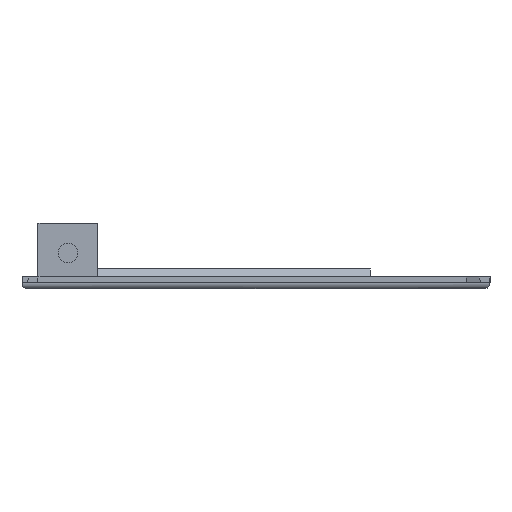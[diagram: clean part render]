
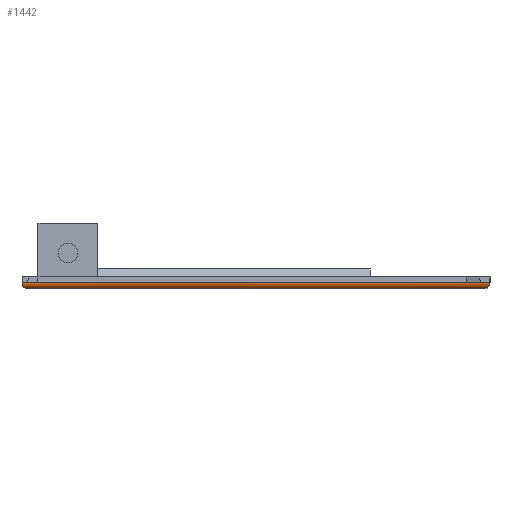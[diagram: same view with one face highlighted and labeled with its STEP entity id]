
A CAD part, left-side view. The second image highlights one B-rep face of the part: STEP entity #1442.
In plain terms, the highlighted cylindrical face has radius 1.49 mm (diameter 2.98 mm), a partial arc.
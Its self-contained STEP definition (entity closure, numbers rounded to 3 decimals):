
#57 = VERTEX_POINT('',#58);
#58 = CARTESIAN_POINT('',(0.,0.,1.49));
#72 = CYLINDRICAL_SURFACE('',#73,1.49);
#73 = AXIS2_PLACEMENT_3D('',#74,#75,#76);
#74 = CARTESIAN_POINT('',(0.,1.49,1.49));
#75 = DIRECTION('',(1.,0.,0.));
#76 = DIRECTION('',(0.,-1.,0.));
#100 = PLANE('',#101);
#101 = AXIS2_PLACEMENT_3D('',#102,#103,#104);
#102 = CARTESIAN_POINT('',(0.,117.2,0.));
#103 = DIRECTION('',(1.,0.,0.));
#104 = DIRECTION('',(0.,-1.,0.));
#418 = EDGE_CURVE('',#57,#419,#421,.T.);
#419 = VERTEX_POINT('',#420);
#420 = CARTESIAN_POINT('',(1.49,1.49,0.));
#421 = SURFACE_CURVE('',#422,(#427,#440),.PCURVE_S1.);
#422 = ELLIPSE('',#423,2.107,1.49);
#423 = AXIS2_PLACEMENT_3D('',#424,#425,#426);
#424 = CARTESIAN_POINT('',(1.49,1.49,1.49));
#425 = DIRECTION('',(0.707,-0.707,0.));
#426 = DIRECTION('',(0.707,0.707,0.));
#427 = PCURVE('',#72,#428);
#428 = DEFINITIONAL_REPRESENTATION('',(#429),#439);
#429 = B_SPLINE_CURVE_WITH_KNOTS('',8,(#430,#431,#432,#433,#434,#435,
    #436,#437,#438),.UNSPECIFIED.,.F.,.F.,(9,9),(3.142,
    4.712),.PIECEWISE_BEZIER_KNOTS.);
#430 = CARTESIAN_POINT('',(0.,0.));
#431 = CARTESIAN_POINT('',(0.196,0.));
#432 = CARTESIAN_POINT('',(0.393,0.066));
#433 = CARTESIAN_POINT('',(0.589,0.197));
#434 = CARTESIAN_POINT('',(0.785,0.389));
#435 = CARTESIAN_POINT('',(0.982,0.63));
#436 = CARTESIAN_POINT('',(1.178,0.905));
#437 = CARTESIAN_POINT('',(1.374,1.197));
#438 = CARTESIAN_POINT('',(1.571,1.49));
#439 = ( GEOMETRIC_REPRESENTATION_CONTEXT(2) 
PARAMETRIC_REPRESENTATION_CONTEXT() REPRESENTATION_CONTEXT('2D SPACE',''
  ) );
#440 = PCURVE('',#441,#446);
#441 = CYLINDRICAL_SURFACE('',#442,1.49);
#442 = AXIS2_PLACEMENT_3D('',#443,#444,#445);
#443 = CARTESIAN_POINT('',(1.49,117.2,1.49));
#444 = DIRECTION('',(0.,-1.,0.));
#445 = DIRECTION('',(-0.,-0.,-1.));
#446 = DEFINITIONAL_REPRESENTATION('',(#447),#457);
#447 = B_SPLINE_CURVE_WITH_KNOTS('',8,(#448,#449,#450,#451,#452,#453,
    #454,#455,#456),.UNSPECIFIED.,.F.,.F.,(9,9),(3.142,
    4.712),.PIECEWISE_BEZIER_KNOTS.);
#448 = CARTESIAN_POINT('',(-1.571,117.2));
#449 = CARTESIAN_POINT('',(-1.374,117.2));
#450 = CARTESIAN_POINT('',(-1.178,117.134));
#451 = CARTESIAN_POINT('',(-0.982,117.003));
#452 = CARTESIAN_POINT('',(-0.785,116.811));
#453 = CARTESIAN_POINT('',(-0.589,116.57));
#454 = CARTESIAN_POINT('',(-0.393,116.295));
#455 = CARTESIAN_POINT('',(-0.196,116.003));
#456 = CARTESIAN_POINT('',(0.,115.71));
#457 = ( GEOMETRIC_REPRESENTATION_CONTEXT(2) 
PARAMETRIC_REPRESENTATION_CONTEXT() REPRESENTATION_CONTEXT('2D SPACE',''
  ) );
#475 = PLANE('',#476);
#476 = AXIS2_PLACEMENT_3D('',#477,#478,#479);
#477 = CARTESIAN_POINT('',(106.626,54.42,0.));
#478 = DIRECTION('',(0.,0.,1.));
#479 = DIRECTION('',(1.,0.,0.));
#654 = EDGE_CURVE('',#655,#57,#657,.T.);
#655 = VERTEX_POINT('',#656);
#656 = CARTESIAN_POINT('',(0.,117.2,1.49));
#657 = SURFACE_CURVE('',#658,(#662,#669),.PCURVE_S1.);
#658 = LINE('',#659,#660);
#659 = CARTESIAN_POINT('',(0.,117.2,1.49));
#660 = VECTOR('',#661,1.);
#661 = DIRECTION('',(0.,-1.,0.));
#662 = PCURVE('',#100,#663);
#663 = DEFINITIONAL_REPRESENTATION('',(#664),#668);
#664 = LINE('',#665,#666);
#665 = CARTESIAN_POINT('',(0.,-1.49));
#666 = VECTOR('',#667,1.);
#667 = DIRECTION('',(1.,0.));
#668 = ( GEOMETRIC_REPRESENTATION_CONTEXT(2) 
PARAMETRIC_REPRESENTATION_CONTEXT() REPRESENTATION_CONTEXT('2D SPACE',''
  ) );
#669 = PCURVE('',#441,#670);
#670 = DEFINITIONAL_REPRESENTATION('',(#671),#675);
#671 = LINE('',#672,#673);
#672 = CARTESIAN_POINT('',(-1.571,0.));
#673 = VECTOR('',#674,1.);
#674 = DIRECTION('',(-0.,1.));
#675 = ( GEOMETRIC_REPRESENTATION_CONTEXT(2) 
PARAMETRIC_REPRESENTATION_CONTEXT() REPRESENTATION_CONTEXT('2D SPACE',''
  ) );
#1442 = ADVANCED_FACE('',(#1443),#441,.T.);
#1443 = FACE_BOUND('',#1444,.F.);
#1444 = EDGE_LOOP('',(#1445,#1486,#1487,#1488));
#1445 = ORIENTED_EDGE('',*,*,#1446,.T.);
#1446 = EDGE_CURVE('',#1447,#655,#1449,.T.);
#1447 = VERTEX_POINT('',#1448);
#1448 = CARTESIAN_POINT('',(1.49,115.71,0.));
#1449 = SURFACE_CURVE('',#1450,(#1455,#1468),.PCURVE_S1.);
#1450 = ELLIPSE('',#1451,2.107,1.49);
#1451 = AXIS2_PLACEMENT_3D('',#1452,#1453,#1454);
#1452 = CARTESIAN_POINT('',(1.49,115.71,1.49));
#1453 = DIRECTION('',(0.707,0.707,-0.));
#1454 = DIRECTION('',(-0.707,0.707,0.));
#1455 = PCURVE('',#441,#1456);
#1456 = DEFINITIONAL_REPRESENTATION('',(#1457),#1467);
#1457 = B_SPLINE_CURVE_WITH_KNOTS('',8,(#1458,#1459,#1460,#1461,#1462,
    #1463,#1464,#1465,#1466),.UNSPECIFIED.,.F.,.F.,(9,9),(4.712
    ,6.283),.PIECEWISE_BEZIER_KNOTS.);
#1458 = CARTESIAN_POINT('',(0.,1.49));
#1459 = CARTESIAN_POINT('',(-0.196,1.197));
#1460 = CARTESIAN_POINT('',(-0.393,0.905));
#1461 = CARTESIAN_POINT('',(-0.589,0.63));
#1462 = CARTESIAN_POINT('',(-0.785,0.389));
#1463 = CARTESIAN_POINT('',(-0.982,0.197));
#1464 = CARTESIAN_POINT('',(-1.178,0.066));
#1465 = CARTESIAN_POINT('',(-1.374,0.));
#1466 = CARTESIAN_POINT('',(-1.571,0.));
#1467 = ( GEOMETRIC_REPRESENTATION_CONTEXT(2) 
PARAMETRIC_REPRESENTATION_CONTEXT() REPRESENTATION_CONTEXT('2D SPACE',''
  ) );
#1468 = PCURVE('',#1469,#1474);
#1469 = CYLINDRICAL_SURFACE('',#1470,1.49);
#1470 = AXIS2_PLACEMENT_3D('',#1471,#1472,#1473);
#1471 = CARTESIAN_POINT('',(179.65,115.71,1.49));
#1472 = DIRECTION('',(-1.,0.,0.));
#1473 = DIRECTION('',(0.,0.,-1.));
#1474 = DEFINITIONAL_REPRESENTATION('',(#1475),#1485);
#1475 = B_SPLINE_CURVE_WITH_KNOTS('',8,(#1476,#1477,#1478,#1479,#1480,
    #1481,#1482,#1483,#1484),.UNSPECIFIED.,.F.,.F.,(9,9),(4.712
    ,6.283),.PIECEWISE_BEZIER_KNOTS.);
#1476 = CARTESIAN_POINT('',(0.,178.16));
#1477 = CARTESIAN_POINT('',(-0.196,178.453));
#1478 = CARTESIAN_POINT('',(-0.393,178.745));
#1479 = CARTESIAN_POINT('',(-0.589,179.02));
#1480 = CARTESIAN_POINT('',(-0.785,179.261));
#1481 = CARTESIAN_POINT('',(-0.982,179.453));
#1482 = CARTESIAN_POINT('',(-1.178,179.584));
#1483 = CARTESIAN_POINT('',(-1.374,179.65));
#1484 = CARTESIAN_POINT('',(-1.571,179.65));
#1485 = ( GEOMETRIC_REPRESENTATION_CONTEXT(2) 
PARAMETRIC_REPRESENTATION_CONTEXT() REPRESENTATION_CONTEXT('2D SPACE',''
  ) );
#1486 = ORIENTED_EDGE('',*,*,#654,.T.);
#1487 = ORIENTED_EDGE('',*,*,#418,.T.);
#1488 = ORIENTED_EDGE('',*,*,#1489,.F.);
#1489 = EDGE_CURVE('',#1447,#419,#1490,.T.);
#1490 = SURFACE_CURVE('',#1491,(#1495,#1502),.PCURVE_S1.);
#1491 = LINE('',#1492,#1493);
#1492 = CARTESIAN_POINT('',(1.49,117.2,0.));
#1493 = VECTOR('',#1494,1.);
#1494 = DIRECTION('',(0.,-1.,0.));
#1495 = PCURVE('',#441,#1496);
#1496 = DEFINITIONAL_REPRESENTATION('',(#1497),#1501);
#1497 = LINE('',#1498,#1499);
#1498 = CARTESIAN_POINT('',(-0.,0.));
#1499 = VECTOR('',#1500,1.);
#1500 = DIRECTION('',(-0.,1.));
#1501 = ( GEOMETRIC_REPRESENTATION_CONTEXT(2) 
PARAMETRIC_REPRESENTATION_CONTEXT() REPRESENTATION_CONTEXT('2D SPACE',''
  ) );
#1502 = PCURVE('',#475,#1503);
#1503 = DEFINITIONAL_REPRESENTATION('',(#1504),#1508);
#1504 = LINE('',#1505,#1506);
#1505 = CARTESIAN_POINT('',(-105.136,62.78));
#1506 = VECTOR('',#1507,1.);
#1507 = DIRECTION('',(0.,-1.));
#1508 = ( GEOMETRIC_REPRESENTATION_CONTEXT(2) 
PARAMETRIC_REPRESENTATION_CONTEXT() REPRESENTATION_CONTEXT('2D SPACE',''
  ) );
